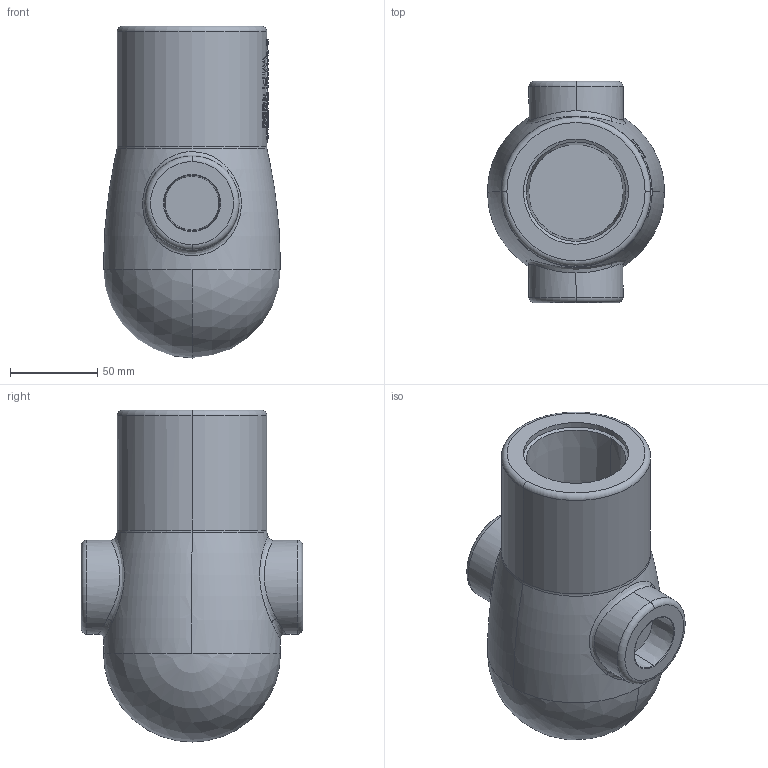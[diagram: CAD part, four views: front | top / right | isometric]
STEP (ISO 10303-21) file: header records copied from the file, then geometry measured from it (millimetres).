
FILE_DESCRIPTION (( 'STEP AP203' ), '1' );
FILE_NAME ('5523.STEP', '2017-01-30T14:48:27', ( 'PCTech' ), ( 'Microsoft' ), 'SwSTEP 2.0', 'SolidWorks 2016', '' );
FILE_SCHEMA (( 'CONFIG_CONTROL_DESIGN' ));
Length unit declared in the file: inch
Products named in the file (1): 5523
Bounding box: 101.6 x 127 x 190.5 mm (x, y, z)
Volume: 1118811.7 mm3; surface area: 79840 mm2
Topology: 1 solids, 1 shells, 411 faces, 1093 edges, 713 vertices
Faces by surface type: plane 201, cylinder 108, bspline 68, torus 14, cone 12, sphere 8
Entity records: 17819 total; most frequent: CARTESIAN_POINT 8522, ORIENTED_EDGE 2174, DIRECTION 1588, EDGE_CURVE 1087, VERTEX_POINT 711, AXIS2_PLACEMENT_3D 553, LINE 482, VECTOR 482
